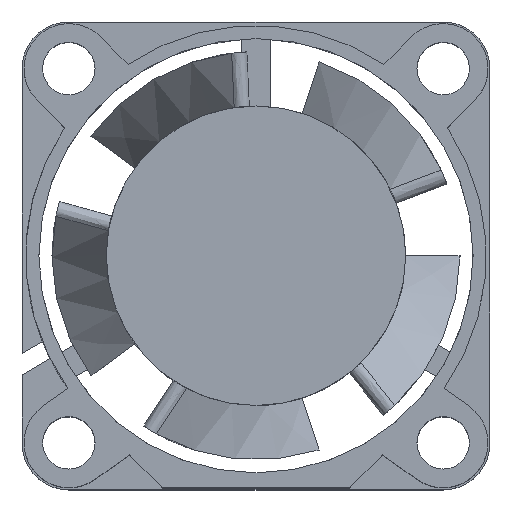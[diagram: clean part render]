
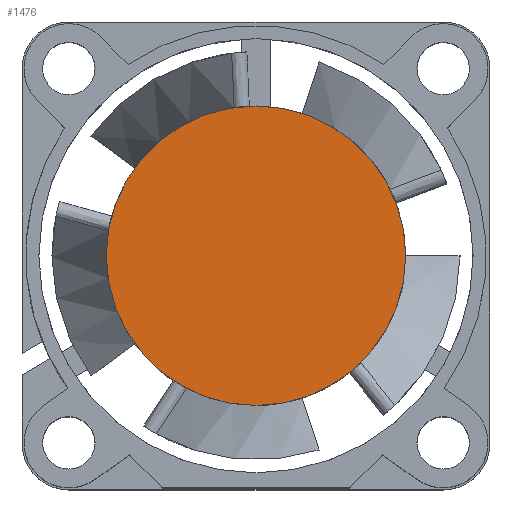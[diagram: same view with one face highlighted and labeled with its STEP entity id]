
A CAD part, top view. The second image highlights one B-rep face of the part: STEP entity #1476.
In plain terms, the highlighted planar face has unit normal (0, 0, 1).
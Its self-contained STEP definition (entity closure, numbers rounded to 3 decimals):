
#51=CIRCLE('',#1531,8.);
#210=FACE_OUTER_BOUND('',#300,.T.);
#300=EDGE_LOOP('',(#1272));
#613=VERTEX_POINT('',#2228);
#758=EDGE_CURVE('',#613,#613,#51,.T.);
#1272=ORIENTED_EDGE('',*,*,#758,.T.);
#1417=PLANE('',#1628);
#1476=ADVANCED_FACE('',(#210),#1417,.T.);
#1531=AXIS2_PLACEMENT_3D('',#2230,#1677,#1678);
#1628=AXIS2_PLACEMENT_3D('',#2514,#1968,#1969);
#1677=DIRECTION('center_axis',(0.,0.,1.));
#1678=DIRECTION('ref_axis',(1.,0.,0.));
#1968=DIRECTION('center_axis',(0.,0.,1.));
#1969=DIRECTION('ref_axis',(1.,0.,0.));
#2228=CARTESIAN_POINT('',(8.,0.,10.));
#2230=CARTESIAN_POINT('Origin',(0.,0.,10.));
#2514=CARTESIAN_POINT('Origin',(0.,0.,10.));
